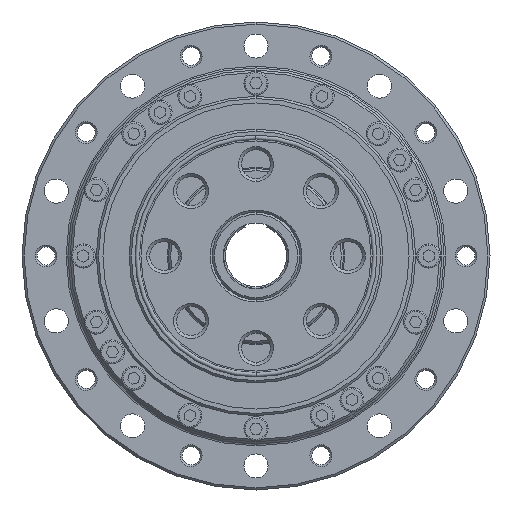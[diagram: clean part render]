
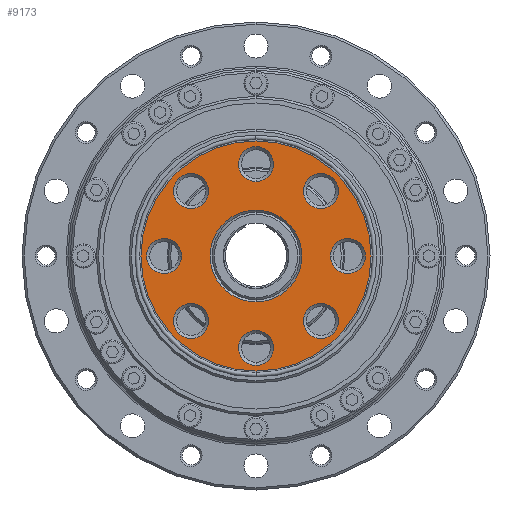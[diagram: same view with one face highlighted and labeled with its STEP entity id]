
A CAD part, left-side view. The second image highlights one B-rep face of the part: STEP entity #9173.
In plain terms, the highlighted planar face has unit normal (-1, 0, 0).
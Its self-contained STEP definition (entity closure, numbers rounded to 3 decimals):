
#3593=VERTEX_POINT('',#9937);
#3637=VERTEX_POINT('',#9986);
#3733=EDGE_CURVE('',#9015,#7123,#10093,.T.);
#3883=EDGE_CURVE('',#5261,#4051,#10261,.T.);
#3917=EDGE_CURVE('',#4859,#6515,#10300,.T.);
#4051=VERTEX_POINT('',#10459);
#4145=EDGE_CURVE('',#8863,#8275,#10558,.T.);
#4613=VERTEX_POINT('',#11102);
#4625=EDGE_CURVE('',#8255,#3637,#11116,.T.);
#4707=EDGE_CURVE('',#3637,#8255,#11209,.T.);
#4729=EDGE_CURVE('',#8275,#8863,#11232,.T.);
#4809=EDGE_CURVE('',#4051,#5261,#11320,.T.);
#4859=VERTEX_POINT('',#11380);
#5225=VERTEX_POINT('',#11795);
#5261=VERTEX_POINT('',#11837);
#5301=EDGE_CURVE('',#8289,#5225,#11877,.T.);
#5565=VERTEX_POINT('',#12173);
#5911=EDGE_CURVE('',#3593,#7297,#12555,.T.);
#6109=VERTEX_POINT('',#12775);
#6515=VERTEX_POINT('',#13239);
#7061=EDGE_CURVE('',#8093,#8379,#13837,.T.);
#7123=VERTEX_POINT('',#13908);
#7215=EDGE_CURVE('',#7123,#9015,#14014,.T.);
#7245=EDGE_CURVE('',#6515,#4859,#14045,.T.);
#7297=VERTEX_POINT('',#14103);
#7557=EDGE_CURVE('',#6109,#8059,#14395,.T.);
#7979=EDGE_CURVE('',#7297,#3593,#14868,.T.);
#8059=VERTEX_POINT('',#14960);
#8093=VERTEX_POINT('',#15005);
#8245=EDGE_CURVE('',#4613,#5565,#15176,.T.);
#8255=VERTEX_POINT('',#15186);
#8275=VERTEX_POINT('',#15208);
#8289=VERTEX_POINT('',#15225);
#8379=VERTEX_POINT('',#15326);
#8825=EDGE_CURVE('',#8379,#8093,#15838,.T.);
#8863=VERTEX_POINT('',#15880);
#9011=EDGE_CURVE('',#8059,#6109,#16044,.T.);
#9015=VERTEX_POINT('',#16048);
#9017=EDGE_CURVE('',#5225,#8289,#16050,.T.);
#9173=ADVANCED_FACE('',(#16246,#16247,#16248,#16249,#16250,#16251,#16252,#16253,#16254,#16255),#16256,.T.);
#9249=EDGE_CURVE('',#5565,#4613,#16342,.T.);
#9937=CARTESIAN_POINT('',(0.,12.021,-12.021));
#9986=CARTESIAN_POINT('',(0.0,-17.0,0.));
#10093=CIRCLE('',#17399,4.0);
#10261=CIRCLE('',#17624,4.0);
#10300=CIRCLE('',#17675,4.0);
#10459=CARTESIAN_POINT('',(0.0,0.,-17.0));
#10558=CIRCLE('',#18009,26.3);
#11102=CARTESIAN_POINT('',(0.0,0.,-10.5));
#11116=CIRCLE('',#18721,4.0);
#11209=CIRCLE('',#18841,4.0);
#11232=CIRCLE('',#18874,26.3);
#11320=CIRCLE('',#18987,4.0);
#11380=CARTESIAN_POINT('',(0.0,17.0,0.));
#11795=CARTESIAN_POINT('',(0.0,0.,17.0));
#11837=CARTESIAN_POINT('',(0.0,0.0,-25.0));
#11877=CIRCLE('',#19718,4.0);
#12173=CARTESIAN_POINT('',(0.0,0.0,10.5));
#12555=CIRCLE('',#20627,4.0);
#12775=CARTESIAN_POINT('',(0.,-12.021,-12.021));
#13239=CARTESIAN_POINT('',(0.0,25.0,0.0));
#13837=CIRCLE('',#22315,4.0);
#13908=CARTESIAN_POINT('',(0.,-17.678,17.678));
#14014=CIRCLE('',#22544,4.0);
#14045=CIRCLE('',#22593,4.0);
#14103=CARTESIAN_POINT('',(0.,17.678,-17.678));
#14395=CIRCLE('',#23057,4.0);
#14868=CIRCLE('',#23658,4.0);
#14960=CARTESIAN_POINT('',(0.,-17.678,-17.678));
#15005=CARTESIAN_POINT('',(0.,17.678,17.678));
#15176=CIRCLE('',#24053,10.5);
#15186=CARTESIAN_POINT('',(0.0,-25.0,0.0));
#15208=CARTESIAN_POINT('',(0.0,0.0,26.3));
#15225=CARTESIAN_POINT('',(0.0,0.0,25.0));
#15326=CARTESIAN_POINT('',(0.,12.021,12.021));
#15838=CIRCLE('',#24886,4.0);
#15880=CARTESIAN_POINT('',(0.0,0.,-26.3));
#16044=CIRCLE('',#25151,4.0);
#16048=CARTESIAN_POINT('',(0.,-12.021,12.021));
#16050=CIRCLE('',#25158,4.0);
#16246=FACE_BOUND('',#25402,.T.);
#16247=FACE_BOUND('',#25403,.T.);
#16248=FACE_BOUND('',#25404,.T.);
#16249=FACE_BOUND('',#25405,.T.);
#16250=FACE_BOUND('',#25406,.T.);
#16251=FACE_BOUND('',#25407,.T.);
#16252=FACE_BOUND('',#25408,.T.);
#16253=FACE_BOUND('',#25409,.T.);
#16254=FACE_OUTER_BOUND('',#25410,.T.);
#16255=FACE_BOUND('',#25411,.T.);
#16256=PLANE('',#25412);
#16342=CIRCLE('',#25516,10.5);
#17399=AXIS2_PLACEMENT_3D('',#26455,#26456,#26457);
#17624=AXIS2_PLACEMENT_3D('',#26642,#26643,#26644);
#17675=AXIS2_PLACEMENT_3D('',#26690,#26691,#26692);
#18009=AXIS2_PLACEMENT_3D('',#26979,#26980,#26981);
#18721=AXIS2_PLACEMENT_3D('',#27712,#27713,#27714);
#18841=AXIS2_PLACEMENT_3D('',#27828,#27829,#27830);
#18874=AXIS2_PLACEMENT_3D('',#27851,#27852,#27853);
#18987=AXIS2_PLACEMENT_3D('',#27959,#27960,#27961);
#19718=AXIS2_PLACEMENT_3D('',#28639,#28640,#28641);
#20627=AXIS2_PLACEMENT_3D('',#29461,#29462,#29463);
#22315=AXIS2_PLACEMENT_3D('',#30981,#30982,#30983);
#22544=AXIS2_PLACEMENT_3D('',#31220,#31221,#31222);
#22593=AXIS2_PLACEMENT_3D('',#31257,#31258,#31259);
#23057=AXIS2_PLACEMENT_3D('',#31690,#31691,#31692);
#23658=AXIS2_PLACEMENT_3D('',#32270,#32271,#32272);
#24053=AXIS2_PLACEMENT_3D('',#32681,#32682,#32683);
#24886=AXIS2_PLACEMENT_3D('',#33522,#33523,#33524);
#25151=AXIS2_PLACEMENT_3D('',#33749,#33750,#33751);
#25158=AXIS2_PLACEMENT_3D('',#33752,#33753,#33754);
#25402=EDGE_LOOP('',(#34004,#34005));
#25403=EDGE_LOOP('',(#34006,#34007));
#25404=EDGE_LOOP('',(#34008,#34009));
#25405=EDGE_LOOP('',(#34010,#34011));
#25406=EDGE_LOOP('',(#34012,#34013));
#25407=EDGE_LOOP('',(#34014,#34015));
#25408=EDGE_LOOP('',(#34016,#34017));
#25409=EDGE_LOOP('',(#34018,#34019));
#25410=EDGE_LOOP('',(#34020,#34021));
#25411=EDGE_LOOP('',(#34022,#34023));
#25412=AXIS2_PLACEMENT_3D('',#34024,#34025,#34026);
#25516=AXIS2_PLACEMENT_3D('',#34118,#34119,#34120);
#26455=CARTESIAN_POINT('',(0.,-14.849,14.849));
#26456=DIRECTION('',(1.0,0.0,0.0));
#26457=DIRECTION('',(0.0,-0.707,0.707));
#26642=CARTESIAN_POINT('',(0.0,0.0,-21.0));
#26643=DIRECTION('',(1.0,0.0,0.0));
#26644=DIRECTION('',(0.0,0.0,-1.0));
#26690=CARTESIAN_POINT('',(0.0,21.0,0.0));
#26691=DIRECTION('',(1.0,0.0,0.0));
#26692=DIRECTION('',(0.0,1.0,0.0));
#26979=CARTESIAN_POINT('',(0.0,0.0,0.0));
#26980=DIRECTION('',(1.0,0.0,-0.0));
#26981=DIRECTION('',(0.0,0.0,1.0));
#27712=CARTESIAN_POINT('',(0.0,-21.0,0.0));
#27713=DIRECTION('',(1.0,0.0,0.0));
#27714=DIRECTION('',(0.0,-1.0,0.0));
#27828=CARTESIAN_POINT('',(0.0,-21.0,0.0));
#27829=DIRECTION('',(1.0,0.0,0.0));
#27830=DIRECTION('',(0.0,-1.0,0.0));
#27851=CARTESIAN_POINT('',(0.0,0.0,0.0));
#27852=DIRECTION('',(1.0,0.0,-0.0));
#27853=DIRECTION('',(0.0,0.0,1.0));
#27959=CARTESIAN_POINT('',(0.0,0.0,-21.0));
#27960=DIRECTION('',(1.0,0.0,0.0));
#27961=DIRECTION('',(0.0,0.0,-1.0));
#28639=CARTESIAN_POINT('',(0.0,0.0,21.0));
#28640=DIRECTION('',(1.0,0.0,-0.0));
#28641=DIRECTION('',(0.0,0.0,1.0));
#29461=CARTESIAN_POINT('',(0.,14.849,-14.849));
#29462=DIRECTION('',(1.0,0.0,0.0));
#29463=DIRECTION('',(0.0,0.707,-0.707));
#30981=CARTESIAN_POINT('',(0.,14.849,14.849));
#30982=DIRECTION('',(1.0,0.0,-0.0));
#30983=DIRECTION('',(0.0,0.707,0.707));
#31220=CARTESIAN_POINT('',(0.,-14.849,14.849));
#31221=DIRECTION('',(1.0,0.0,0.0));
#31222=DIRECTION('',(0.0,-0.707,0.707));
#31257=CARTESIAN_POINT('',(0.0,21.0,0.0));
#31258=DIRECTION('',(1.0,0.0,0.0));
#31259=DIRECTION('',(0.0,1.0,0.0));
#31690=CARTESIAN_POINT('',(0.,-14.849,-14.849));
#31691=DIRECTION('',(1.0,0.0,0.0));
#31692=DIRECTION('',(0.0,-0.707,-0.707));
#32270=CARTESIAN_POINT('',(0.,14.849,-14.849));
#32271=DIRECTION('',(1.0,0.0,0.0));
#32272=DIRECTION('',(0.0,0.707,-0.707));
#32681=CARTESIAN_POINT('',(0.0,0.0,0.0));
#32682=DIRECTION('',(1.0,0.0,-0.0));
#32683=DIRECTION('',(0.0,0.0,1.0));
#33522=CARTESIAN_POINT('',(0.,14.849,14.849));
#33523=DIRECTION('',(1.0,0.0,-0.0));
#33524=DIRECTION('',(0.0,0.707,0.707));
#33749=CARTESIAN_POINT('',(0.,-14.849,-14.849));
#33750=DIRECTION('',(1.0,0.0,0.0));
#33751=DIRECTION('',(0.0,-0.707,-0.707));
#33752=CARTESIAN_POINT('',(0.0,0.0,21.0));
#33753=DIRECTION('',(1.0,0.0,-0.0));
#33754=DIRECTION('',(0.0,0.0,1.0));
#34004=ORIENTED_EDGE('',*,*,#9011,.T.);
#34005=ORIENTED_EDGE('',*,*,#7557,.T.);
#34006=ORIENTED_EDGE('',*,*,#4625,.T.);
#34007=ORIENTED_EDGE('',*,*,#4707,.T.);
#34008=ORIENTED_EDGE('',*,*,#7215,.T.);
#34009=ORIENTED_EDGE('',*,*,#3733,.T.);
#34010=ORIENTED_EDGE('',*,*,#5301,.T.);
#34011=ORIENTED_EDGE('',*,*,#9017,.T.);
#34012=ORIENTED_EDGE('',*,*,#7061,.T.);
#34013=ORIENTED_EDGE('',*,*,#8825,.T.);
#34014=ORIENTED_EDGE('',*,*,#7245,.T.);
#34015=ORIENTED_EDGE('',*,*,#3917,.T.);
#34016=ORIENTED_EDGE('',*,*,#7979,.T.);
#34017=ORIENTED_EDGE('',*,*,#5911,.T.);
#34018=ORIENTED_EDGE('',*,*,#3883,.T.);
#34019=ORIENTED_EDGE('',*,*,#4809,.T.);
#34020=ORIENTED_EDGE('',*,*,#4729,.F.);
#34021=ORIENTED_EDGE('',*,*,#4145,.F.);
#34022=ORIENTED_EDGE('',*,*,#9249,.T.);
#34023=ORIENTED_EDGE('',*,*,#8245,.T.);
#34024=CARTESIAN_POINT('',(0.0,0.0,18.4));
#34025=DIRECTION('',(-1.0,-0.0,-0.0));
#34026=DIRECTION('',(0.0,0.0,-1.0));
#34118=CARTESIAN_POINT('',(0.0,0.0,0.0));
#34119=DIRECTION('',(1.0,0.0,-0.0));
#34120=DIRECTION('',(0.0,0.0,1.0));
